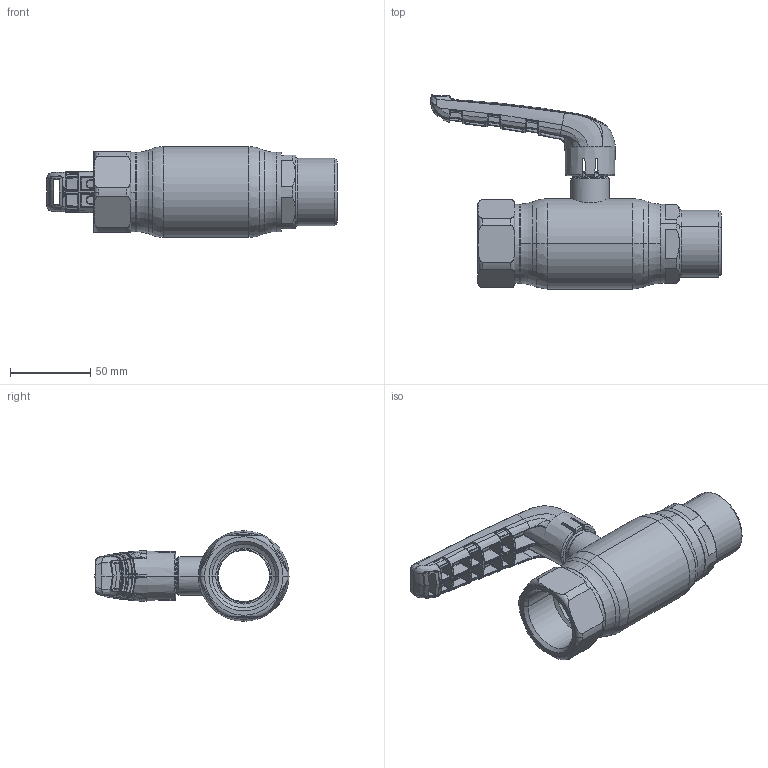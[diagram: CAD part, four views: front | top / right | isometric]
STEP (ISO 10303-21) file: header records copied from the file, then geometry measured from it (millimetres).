
FILE_DESCRIPTION (( 'STEP AP214' ), '1' );
FILE_NAME ('1032002400-xxxx.step', '2019-05-07T11:46:24', ( '' ), ( '' ), 'SwSTEP 2.0', 'SolidWorks 2017', '' );
FILE_SCHEMA (( 'AUTOMOTIVE_DESIGN' ));
Length unit declared in the file: millimetre
Products named in the file (1): 1032002400-xxxx
Bounding box: 181.57 x 121.11 x 56.5 mm (x, y, z)
Surface area: 54112.5 mm2 (no closed solid volume)
Topology: 0 solids, 6 shells, 729 faces, 2315 edges, 1496 vertices
Faces by surface type: bspline 550, plane 77, cylinder 39, torus 28, cone 25, sphere 10
Entity records: 57303 total; most frequent: CARTESIAN_POINT 34238, ORIENTED_EDGE 3809, EDGE_CURVE 2303, DIRECTION 1624, B_SPLINE_CURVE_WITH_KNOTS 1580, VERTEX_POINT 1492, EDGE_LOOP 750, UNCERTAINTY_MEASURE_WITH_UNIT 731
